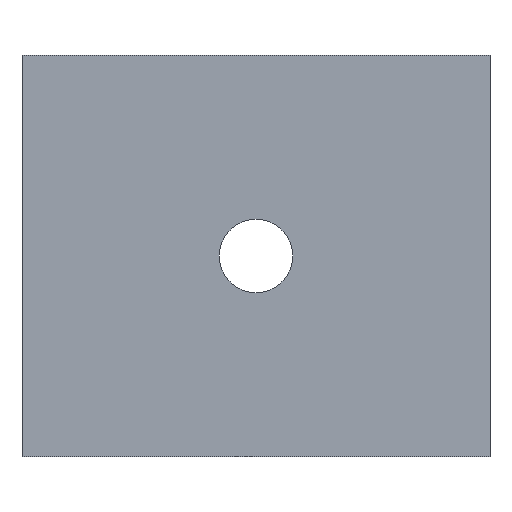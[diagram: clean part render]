
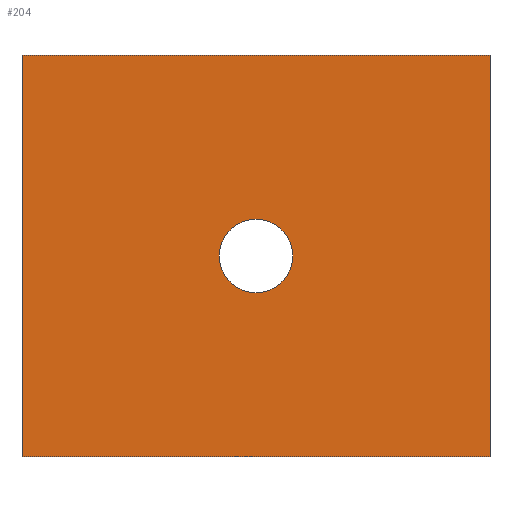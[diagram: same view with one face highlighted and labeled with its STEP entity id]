
A CAD part, front view. The second image highlights one B-rep face of the part: STEP entity #204.
In plain terms, the highlighted planar face has unit normal (0, -1, 0).
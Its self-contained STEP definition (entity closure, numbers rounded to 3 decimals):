
#19=FACE_BOUND('',#59,.T.);
#28=PLANE('',#239);
#41=FACE_OUTER_BOUND('',#58,.T.);
#58=EDGE_LOOP('',(#183,#184,#185,#186));
#59=EDGE_LOOP('',(#187));
#64=LINE('',#331,#80);
#68=LINE('',#339,#84);
#71=LINE('',#345,#87);
#74=LINE('',#350,#90);
#80=VECTOR('',#278,10.);
#84=VECTOR('',#284,10.);
#87=VECTOR('',#289,10.);
#90=VECTOR('',#294,10.);
#93=CIRCLE('',#221,5.5);
#101=VERTEX_POINT('',#304);
#108=VERTEX_POINT('',#329);
#109=VERTEX_POINT('',#330);
#112=VERTEX_POINT('',#338);
#114=VERTEX_POINT('',#344);
#118=EDGE_CURVE('',#101,#101,#93,.T.);
#128=EDGE_CURVE('',#108,#109,#64,.T.);
#132=EDGE_CURVE('',#112,#108,#68,.T.);
#135=EDGE_CURVE('',#114,#112,#71,.T.);
#138=EDGE_CURVE('',#109,#114,#74,.T.);
#183=ORIENTED_EDGE('',*,*,#138,.F.);
#184=ORIENTED_EDGE('',*,*,#128,.F.);
#185=ORIENTED_EDGE('',*,*,#132,.F.);
#186=ORIENTED_EDGE('',*,*,#135,.F.);
#187=ORIENTED_EDGE('',*,*,#118,.T.);
#204=ADVANCED_FACE('',(#41,#19),#28,.F.);
#221=AXIS2_PLACEMENT_3D('',#306,#247,#248);
#239=AXIS2_PLACEMENT_3D('',#353,#298,#299);
#247=DIRECTION('center_axis',(0.,1.,0.));
#248=DIRECTION('ref_axis',(-1.,0.,0.));
#278=DIRECTION('',(-1.,0.,0.));
#284=DIRECTION('',(0.,0.,-1.));
#289=DIRECTION('',(1.,0.,0.));
#294=DIRECTION('',(0.,0.,1.));
#298=DIRECTION('center_axis',(0.,1.,0.));
#299=DIRECTION('ref_axis',(1.,0.,0.));
#304=CARTESIAN_POINT('',(40.5,0.,-30.));
#306=CARTESIAN_POINT('Origin',(35.,0.,-30.));
#329=CARTESIAN_POINT('',(70.,0.,-60.));
#330=CARTESIAN_POINT('',(0.,0.,-60.));
#331=CARTESIAN_POINT('',(70.,0.,-60.));
#338=CARTESIAN_POINT('',(70.,0.,0.));
#339=CARTESIAN_POINT('',(70.,0.,0.));
#344=CARTESIAN_POINT('',(0.,0.,0.));
#345=CARTESIAN_POINT('',(0.,0.,0.));
#350=CARTESIAN_POINT('',(0.,0.,-60.));
#353=CARTESIAN_POINT('Origin',(35.,0.,-30.));
